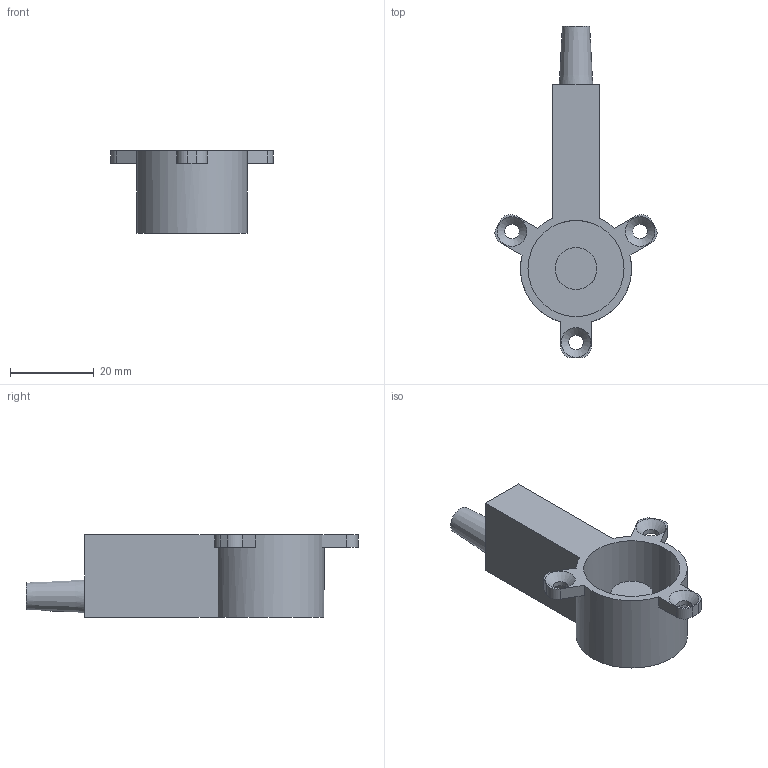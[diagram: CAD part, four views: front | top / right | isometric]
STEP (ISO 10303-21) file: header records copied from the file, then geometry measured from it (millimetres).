
FILE_DESCRIPTION(/* description */ (''),/* implementation_level */ '2;1');
FILE_NAME(/* name */ 'Reservoir_opener_Green.step',/* time_stamp */ '2024-01-19T11:36:03+01:00',/* author */ (''),/* organization */ (''),/* preprocessor_version */ 'ST-DEVELOPER v20',/* originating_system */ 'Autodesk Translation Framework v12.14.0.127',/* authorisation */ '');
FILE_SCHEMA (('AUTOMOTIVE_DESIGN { 1 0 10303 214 3 1 1 }'));
Length unit declared in the file: millimetre
Products named in the file (1): ReservoirOpener
Bounding box: 38.79 x 79.4 x 19.7 mm (x, y, z)
Volume: 11570.9 mm3; surface area: 7700.8 mm2
Topology: 1 solids, 1 shells, 38 faces, 96 edges, 63 vertices
Faces by surface type: plane 20, cylinder 13, cone 5
Full cylindrical faces by diameter (mm): 3.5 x3, 4 x1, 10 x1, 23 x1
Entity records: 1239 total; most frequent: CARTESIAN_POINT 232, DIRECTION 209, ORIENTED_EDGE 192, EDGE_CURVE 96, AXIS2_PLACEMENT_3D 76, VERTEX_POINT 63, LINE 57, VECTOR 57
